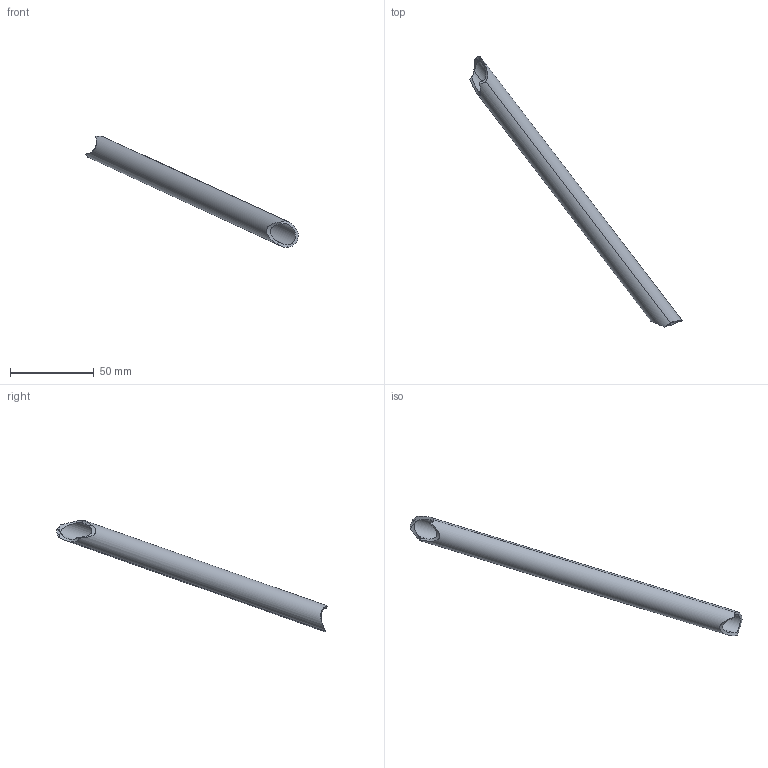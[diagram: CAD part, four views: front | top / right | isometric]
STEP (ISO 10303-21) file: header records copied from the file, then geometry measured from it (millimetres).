
FILE_DESCRIPTION(('STEP AP214'),'1');
FILE_NAME('40.stp','2018-12-06T12:35:04',(' '),(' '),'Spatial InterOp 3D',' ',' ');
FILE_SCHEMA(('automotive_design'));
Length unit declared in the file: metre
Products named in the file (1): Corps1
Bounding box: 127.12 x 161.58 x 66.76 mm (x, y, z)
Volume: 12276.6 mm3; surface area: 16561.1 mm2
Topology: 1 solids, 1 shells, 14 faces, 44 edges, 30 vertices
Faces by surface type: cylinder 13, bspline 1
Entity records: 1007 total; most frequent: CARTESIAN_POINT 488, ORIENTED_EDGE 88, DIRECTION 76, EDGE_CURVE 44, AXIS2_PLACEMENT_3D 35, VERTEX_POINT 30, ELLIPSE 19, B_SPLINE_CURVE_WITH_KNOTS 17
